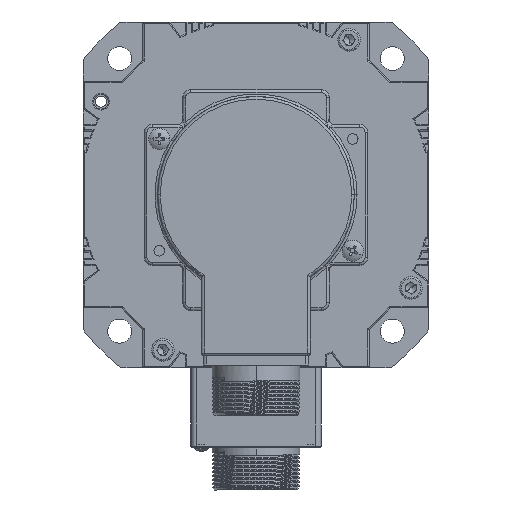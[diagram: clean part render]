
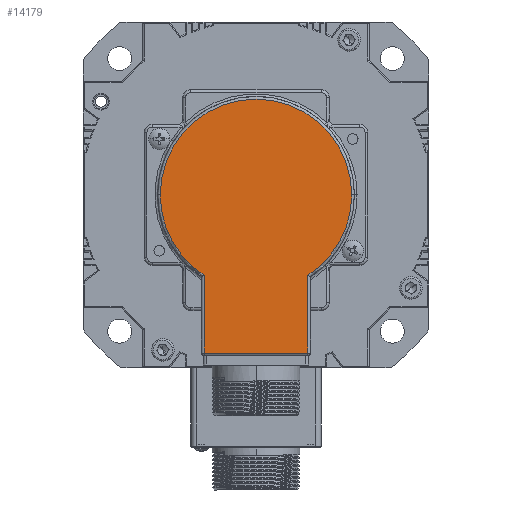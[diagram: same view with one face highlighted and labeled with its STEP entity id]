
A CAD part, front view. The second image highlights one B-rep face of the part: STEP entity #14179.
In plain terms, the highlighted face is planar.
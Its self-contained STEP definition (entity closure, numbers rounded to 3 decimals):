
#827 = VERTEX_POINT ( 'NONE', #42531 ) ;
#913 = ORIENTED_EDGE ( 'NONE', *, *, #34694, .T. ) ;
#1203 = AXIS2_PLACEMENT_3D ( 'NONE', #15618, #22571, #58973 ) ;
#2124 = DIRECTION ( 'NONE',  ( -1., 0., 0. ) ) ;
#2189 = EDGE_CURVE ( 'NONE', #24198, #70580, #72764, .T. ) ;
#2553 = DIRECTION ( 'NONE',  ( -1., 0., 0. ) ) ;
#2789 = DIRECTION ( 'NONE',  ( 0., 0., -1. ) ) ;
#4312 = ORIENTED_EDGE ( 'NONE', *, *, #2189, .T. ) ;
#4838 = DIRECTION ( 'NONE',  ( 0., 0., -1. ) ) ;
#5643 = CARTESIAN_POINT ( 'NONE',  ( -19.5, 59.5, -33. ) ) ;
#5693 = LINE ( 'NONE', #10013, #76559 ) ;
#7036 = AXIS2_PLACEMENT_3D ( 'NONE', #48210, #4838, #35695 ) ;
#7342 = DIRECTION ( 'NONE',  ( 0., 1., 0. ) ) ;
#7664 = ORIENTED_EDGE ( 'NONE', *, *, #42501, .T. ) ;
#8893 = CIRCLE ( 'NONE', #7036, 36. ) ;
#9212 = EDGE_CURVE ( 'NONE', #78953, #24198, #8893, .T. ) ;
#10013 = CARTESIAN_POINT ( 'NONE',  ( 19.5, 30.802, -33. ) ) ;
#12138 = EDGE_CURVE ( 'NONE', #45646, #827, #45218, .T. ) ;
#14100 = CARTESIAN_POINT ( 'NONE',  ( 0., 0., -33. ) ) ;
#14179 = ADVANCED_FACE ( 'NONE', ( #18208 ), #52280, .T. ) ;
#15618 = CARTESIAN_POINT ( 'NONE',  ( 0., 0., -33. ) ) ;
#18208 = FACE_OUTER_BOUND ( 'NONE', #49655, .T. ) ;
#22571 = DIRECTION ( 'NONE',  ( 0., 0., -1. ) ) ;
#23484 = VERTEX_POINT ( 'NONE', #69787 ) ;
#24198 = VERTEX_POINT ( 'NONE', #66726 ) ;
#26515 = DIRECTION ( 'NONE',  ( 0., 0., -1. ) ) ;
#33074 = AXIS2_PLACEMENT_3D ( 'NONE', #14100, #2789, #2553 ) ;
#33761 = VECTOR ( 'NONE', #46708, 1000. ) ;
#34694 = EDGE_CURVE ( 'NONE', #827, #23484, #5693, .T. ) ;
#34877 = ORIENTED_EDGE ( 'NONE', *, *, #9212, .T. ) ;
#35695 = DIRECTION ( 'NONE',  ( -1., 0., 0. ) ) ;
#37503 = CARTESIAN_POINT ( 'NONE',  ( 0., 0., -33. ) ) ;
#42092 = LINE ( 'NONE', #43995, #77531 ) ;
#42501 = EDGE_CURVE ( 'NONE', #23484, #78953, #51417, .T. ) ;
#42531 = CARTESIAN_POINT ( 'NONE',  ( 19.5, 59.5, -33. ) ) ;
#43273 = ORIENTED_EDGE ( 'NONE', *, *, #12138, .T. ) ;
#43995 = CARTESIAN_POINT ( 'NONE',  ( -19.5, 60.5, -33. ) ) ;
#45218 = LINE ( 'NONE', #59051, #33761 ) ;
#45646 = VERTEX_POINT ( 'NONE', #5643 ) ;
#46708 = DIRECTION ( 'NONE',  ( 1., 0., 0. ) ) ;
#48210 = CARTESIAN_POINT ( 'NONE',  ( 0., 0., -33. ) ) ;
#49655 = EDGE_LOOP ( 'NONE', ( #73494, #43273, #913, #7664, #34877, #4312 ) ) ;
#51101 = EDGE_CURVE ( 'NONE', #70580, #45646, #42092, .T. ) ;
#51417 = CIRCLE ( 'NONE', #33074, 36. ) ;
#52280 = PLANE ( 'NONE',  #1203 ) ;
#58973 = DIRECTION ( 'NONE',  ( 0., -1., 0. ) ) ;
#59051 = CARTESIAN_POINT ( 'NONE',  ( 20.5, 59.5, -33. ) ) ;
#60533 = AXIS2_PLACEMENT_3D ( 'NONE', #37503, #26515, #2124 ) ;
#63688 = CARTESIAN_POINT ( 'NONE',  ( 36., 0., -33. ) ) ;
#66726 = CARTESIAN_POINT ( 'NONE',  ( -36., 0., -33. ) ) ;
#69787 = CARTESIAN_POINT ( 'NONE',  ( 19.5, 30.261, -33. ) ) ;
#70540 = DIRECTION ( 'NONE',  ( 0., -1., 0. ) ) ;
#70580 = VERTEX_POINT ( 'NONE', #73462 ) ;
#72764 = CIRCLE ( 'NONE', #60533, 36. ) ;
#73462 = CARTESIAN_POINT ( 'NONE',  ( -19.5, 30.261, -33. ) ) ;
#73494 = ORIENTED_EDGE ( 'NONE', *, *, #51101, .T. ) ;
#76559 = VECTOR ( 'NONE', #70540, 1000. ) ;
#77531 = VECTOR ( 'NONE', #7342, 1000. ) ;
#78953 = VERTEX_POINT ( 'NONE', #63688 ) ;
